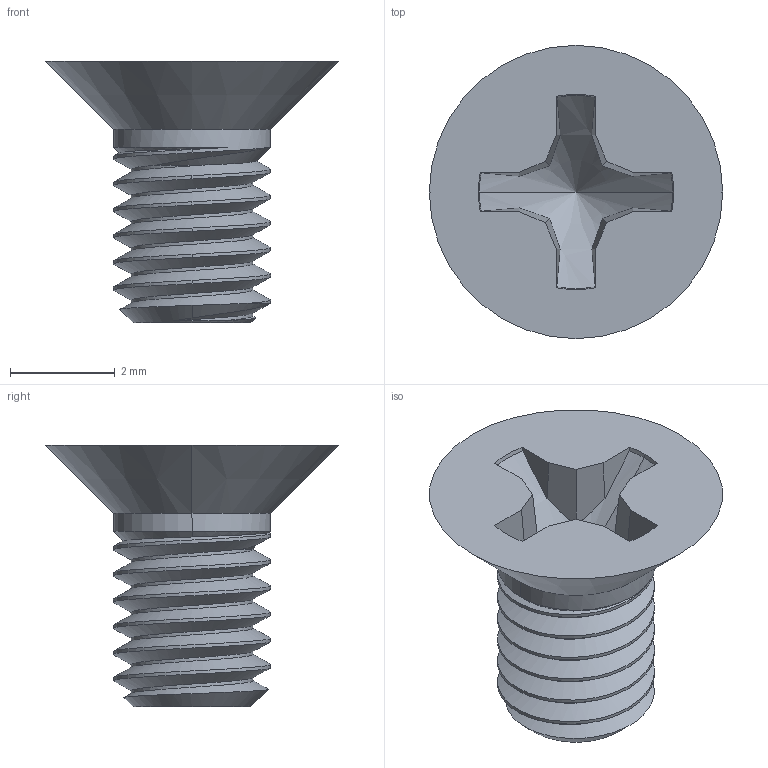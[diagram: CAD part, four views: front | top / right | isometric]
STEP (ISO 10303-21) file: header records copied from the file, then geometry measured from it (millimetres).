
FILE_DESCRIPTION (( 'STEP AP203' ), '1' );
FILE_NAME ('91698A301.step', '2012-06-07T20:24:16', ( 'Admin' ), ( 'Microsoft' ), 'SwSTEP 2.0', 'SolidWorks 2012', '' );
FILE_SCHEMA (( 'CONFIG_CONTROL_DESIGN' ));
Length unit declared in the file: millimetre
Products named in the file (1): 91698A301
Bounding box: 5.6 x 5.6 x 5 mm (x, y, z)
Volume: 35.9 mm3; surface area: 114.7 mm2
Topology: 1 solids, 1 shells, 50 faces, 139 edges, 90 vertices
Faces by surface type: plane 18, cone 15, cylinder 14, bspline 3
Entity records: 2760 total; most frequent: CARTESIAN_POINT 1559, ORIENTED_EDGE 274, DIRECTION 190, EDGE_CURVE 137, VERTEX_POINT 90, AXIS2_PLACEMENT_3D 69, VECTOR 52, LINE 52
